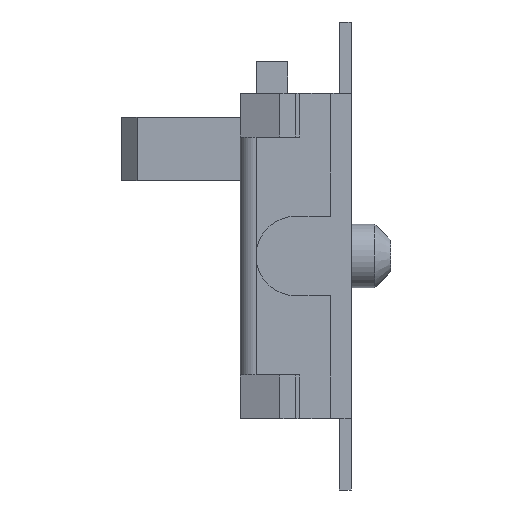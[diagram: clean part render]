
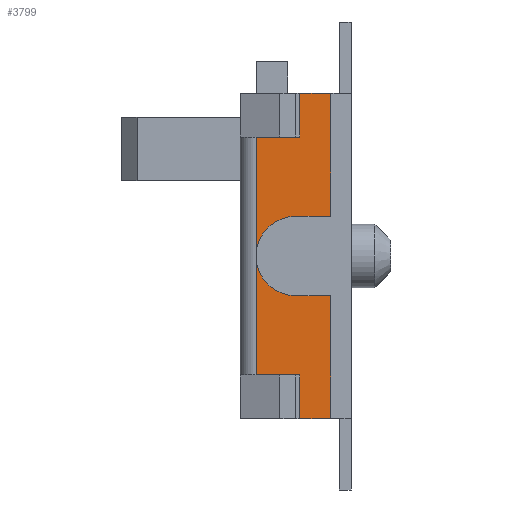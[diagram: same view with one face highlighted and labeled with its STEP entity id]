
A CAD part, left-side view. The second image highlights one B-rep face of the part: STEP entity #3799.
In plain terms, the highlighted planar face has unit normal (-1, 0, 0).
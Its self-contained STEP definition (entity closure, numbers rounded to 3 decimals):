
#19 = CARTESIAN_POINT ( 'NONE',  ( -3.35, 0.7, -2.05 ) ) ;
#44 = ORIENTED_EDGE ( 'NONE', *, *, #5759, .T. ) ;
#77 = VECTOR ( 'NONE', #2576, 1000. ) ;
#81 = CARTESIAN_POINT ( 'NONE',  ( -3.35, 1.2, 1.5 ) ) ;
#165 = ORIENTED_EDGE ( 'NONE', *, *, #7221, .T. ) ;
#257 = VERTEX_POINT ( 'NONE', #656 ) ;
#265 = VERTEX_POINT ( 'NONE', #6964 ) ;
#343 = VECTOR ( 'NONE', #6844, 1000. ) ;
#344 = VECTOR ( 'NONE', #5959, 1000. ) ;
#356 = CARTESIAN_POINT ( 'NONE',  ( -3.35, 0.26, -2.05 ) ) ;
#361 = CARTESIAN_POINT ( 'NONE',  ( -3.35, 1.2, -1.5 ) ) ;
#526 = CARTESIAN_POINT ( 'NONE',  ( -3.35, 1.4, 1.5 ) ) ;
#624 = CARTESIAN_POINT ( 'NONE',  ( -3.35, 1.4, -1.5 ) ) ;
#652 = DIRECTION ( 'NONE',  ( 0., 1., 0. ) ) ;
#656 = CARTESIAN_POINT ( 'NONE',  ( -3.35, 0.9, 1.5 ) ) ;
#678 = ORIENTED_EDGE ( 'NONE', *, *, #2581, .T. ) ;
#703 = VECTOR ( 'NONE', #5670, 1000. ) ;
#790 = EDGE_CURVE ( 'NONE', #2725, #6350, #3150, .T. ) ;
#816 = EDGE_LOOP ( 'NONE', ( #2080, #6271, #7266, #4940, #165, #3297, #44, #678, #3170, #1198, #4043, #6836, #2345, #2043, #2022 ) ) ;
#817 = VERTEX_POINT ( 'NONE', #4304 ) ;
#1025 = EDGE_CURVE ( 'NONE', #7609, #6615, #7388, .T. ) ;
#1079 = DIRECTION ( 'NONE',  ( 0., 1., 0. ) ) ;
#1090 = LINE ( 'NONE', #1670, #343 ) ;
#1193 = LINE ( 'NONE', #19, #7608 ) ;
#1198 = ORIENTED_EDGE ( 'NONE', *, *, #4662, .T. ) ;
#1315 = EDGE_CURVE ( 'NONE', #5622, #257, #1090, .T. ) ;
#1615 = EDGE_CURVE ( 'NONE', #4772, #265, #5705, .T. ) ;
#1670 = CARTESIAN_POINT ( 'NONE',  ( -3.35, 1.4, 1.5 ) ) ;
#1678 = DIRECTION ( 'NONE',  ( 0., -1., 0. ) ) ;
#1720 = CARTESIAN_POINT ( 'NONE',  ( -3.35, 0.65, 2.05 ) ) ;
#1734 = DIRECTION ( 'NONE',  ( 0., 1., 0. ) ) ;
#1743 = CARTESIAN_POINT ( 'NONE',  ( -3.35, 0.26, 0.5 ) ) ;
#1818 = VECTOR ( 'NONE', #1678, 1000. ) ;
#1889 = VECTOR ( 'NONE', #4211, 1000. ) ;
#1910 = EDGE_CURVE ( 'NONE', #6350, #6615, #6401, .T. ) ;
#1952 = VERTEX_POINT ( 'NONE', #4770 ) ;
#2022 = ORIENTED_EDGE ( 'NONE', *, *, #790, .T. ) ;
#2038 = CARTESIAN_POINT ( 'NONE',  ( -3.35, 1.4, -1.5 ) ) ;
#2043 = ORIENTED_EDGE ( 'NONE', *, *, #2952, .F. ) ;
#2080 = ORIENTED_EDGE ( 'NONE', *, *, #1910, .T. ) ;
#2345 = ORIENTED_EDGE ( 'NONE', *, *, #6182, .T. ) ;
#2445 = CARTESIAN_POINT ( 'NONE',  ( -3.35, 0.7, 2.05 ) ) ;
#2564 = VECTOR ( 'NONE', #6781, 1000. ) ;
#2567 = CARTESIAN_POINT ( 'NONE',  ( -3.35, 0.65, 1.5 ) ) ;
#2576 = DIRECTION ( 'NONE',  ( 0., -1., 0. ) ) ;
#2581 = EDGE_CURVE ( 'NONE', #1952, #7371, #6521, .T. ) ;
#2596 = DIRECTION ( 'NONE',  ( 0., 0., -1. ) ) ;
#2599 = LINE ( 'NONE', #7339, #344 ) ;
#2725 = VERTEX_POINT ( 'NONE', #361 ) ;
#2749 = CARTESIAN_POINT ( 'NONE',  ( -3.35, 0.26, 1.5 ) ) ;
#2886 = DIRECTION ( 'NONE',  ( 0., -1., 0. ) ) ;
#2921 = CARTESIAN_POINT ( 'NONE',  ( -3.35, 0.26, 0.5 ) ) ;
#2952 = EDGE_CURVE ( 'NONE', #2725, #6649, #2599, .T. ) ;
#3052 = CARTESIAN_POINT ( 'NONE',  ( -3.35, 1.4, -2.05 ) ) ;
#3100 = EDGE_CURVE ( 'NONE', #817, #3999, #4199, .T. ) ;
#3124 = DIRECTION ( 'NONE',  ( 1., 0., 0. ) ) ;
#3150 = LINE ( 'NONE', #2038, #77 ) ;
#3170 = ORIENTED_EDGE ( 'NONE', *, *, #4372, .T. ) ;
#3251 = LINE ( 'NONE', #2749, #3833 ) ;
#3263 = CARTESIAN_POINT ( 'NONE',  ( -3.35, 0.9, -1.5 ) ) ;
#3295 = CARTESIAN_POINT ( 'NONE',  ( -3.35, 0.26, -2.05 ) ) ;
#3297 = ORIENTED_EDGE ( 'NONE', *, *, #3100, .T. ) ;
#3336 = CARTESIAN_POINT ( 'NONE',  ( -3.35, 0.26, 2.05 ) ) ;
#3466 = FACE_OUTER_BOUND ( 'NONE', #816, .T. ) ;
#3705 = LINE ( 'NONE', #5454, #1889 ) ;
#3710 = VECTOR ( 'NONE', #5507, 1000. ) ;
#3799 = ADVANCED_FACE ( 'NONE', ( #3466 ), #7051, .F. ) ;
#3833 = VECTOR ( 'NONE', #6970, 1000. ) ;
#3999 = VERTEX_POINT ( 'NONE', #6790 ) ;
#4043 = ORIENTED_EDGE ( 'NONE', *, *, #4220, .F. ) ;
#4063 = AXIS2_PLACEMENT_3D ( 'NONE', #3052, #3124, #2596 ) ;
#4126 = VERTEX_POINT ( 'NONE', #3336 ) ;
#4199 = LINE ( 'NONE', #5357, #6291 ) ;
#4211 = DIRECTION ( 'NONE',  ( 0., 0., 1. ) ) ;
#4220 = EDGE_CURVE ( 'NONE', #5622, #5966, #7021, .T. ) ;
#4304 = CARTESIAN_POINT ( 'NONE',  ( -3.35, 0.26, -0.5 ) ) ;
#4372 = EDGE_CURVE ( 'NONE', #7371, #4126, #3251, .T. ) ;
#4410 = CARTESIAN_POINT ( 'NONE',  ( -3.35, 0.65, -2.05 ) ) ;
#4662 = EDGE_CURVE ( 'NONE', #4126, #5966, #5385, .T. ) ;
#4699 = LINE ( 'NONE', #526, #7623 ) ;
#4740 = DIRECTION ( 'NONE',  ( 1., 0., 0. ) ) ;
#4770 = CARTESIAN_POINT ( 'NONE',  ( -3.35, 0.7, 0.5 ) ) ;
#4772 = VERTEX_POINT ( 'NONE', #356 ) ;
#4940 = ORIENTED_EDGE ( 'NONE', *, *, #1615, .T. ) ;
#5147 = AXIS2_PLACEMENT_3D ( 'NONE', #5902, #4740, #6999 ) ;
#5357 = CARTESIAN_POINT ( 'NONE',  ( -3.35, 0.26, -0.5 ) ) ;
#5385 = LINE ( 'NONE', #2445, #3710 ) ;
#5454 = CARTESIAN_POINT ( 'NONE',  ( -3.35, 0.26, -1.5 ) ) ;
#5507 = DIRECTION ( 'NONE',  ( 0., 1., 0. ) ) ;
#5622 = VERTEX_POINT ( 'NONE', #2567 ) ;
#5670 = DIRECTION ( 'NONE',  ( 0., 0., 1. ) ) ;
#5705 = LINE ( 'NONE', #3295, #703 ) ;
#5759 = EDGE_CURVE ( 'NONE', #3999, #1952, #5765, .T. ) ;
#5765 = CIRCLE ( 'NONE', #5147, 0.5 ) ;
#5871 = VECTOR ( 'NONE', #2886, 1000. ) ;
#5892 = DIRECTION ( 'NONE',  ( 0., 0., 1. ) ) ;
#5902 = CARTESIAN_POINT ( 'NONE',  ( -3.35, 0.7, 0. ) ) ;
#5933 = VECTOR ( 'NONE', #5892, 1000. ) ;
#5959 = DIRECTION ( 'NONE',  ( 0., 0., 1. ) ) ;
#5966 = VERTEX_POINT ( 'NONE', #6722 ) ;
#6182 = EDGE_CURVE ( 'NONE', #257, #6649, #4699, .T. ) ;
#6271 = ORIENTED_EDGE ( 'NONE', *, *, #1025, .F. ) ;
#6291 = VECTOR ( 'NONE', #652, 1000. ) ;
#6350 = VERTEX_POINT ( 'NONE', #3263 ) ;
#6401 = LINE ( 'NONE', #624, #1818 ) ;
#6521 = LINE ( 'NONE', #2921, #5871 ) ;
#6615 = VERTEX_POINT ( 'NONE', #7215 ) ;
#6649 = VERTEX_POINT ( 'NONE', #81 ) ;
#6722 = CARTESIAN_POINT ( 'NONE',  ( -3.35, 0.65, 2.05 ) ) ;
#6781 = DIRECTION ( 'NONE',  ( 0., 0., 1. ) ) ;
#6790 = CARTESIAN_POINT ( 'NONE',  ( -3.35, 0.7, -0.5 ) ) ;
#6836 = ORIENTED_EDGE ( 'NONE', *, *, #1315, .T. ) ;
#6844 = DIRECTION ( 'NONE',  ( 0., 1., 0. ) ) ;
#6964 = CARTESIAN_POINT ( 'NONE',  ( -3.35, 0.26, -1.5 ) ) ;
#6970 = DIRECTION ( 'NONE',  ( 0., 0., 1. ) ) ;
#6999 = DIRECTION ( 'NONE',  ( 0., 0., -1. ) ) ;
#7021 = LINE ( 'NONE', #1720, #5933 ) ;
#7051 = PLANE ( 'NONE',  #4063 ) ;
#7215 = CARTESIAN_POINT ( 'NONE',  ( -3.35, 0.65, -1.5 ) ) ;
#7221 = EDGE_CURVE ( 'NONE', #265, #817, #3705, .T. ) ;
#7229 = CARTESIAN_POINT ( 'NONE',  ( -3.35, 0.65, -2.05 ) ) ;
#7266 = ORIENTED_EDGE ( 'NONE', *, *, #7472, .F. ) ;
#7339 = CARTESIAN_POINT ( 'NONE',  ( -3.35, 1.2, -2.05 ) ) ;
#7371 = VERTEX_POINT ( 'NONE', #1743 ) ;
#7388 = LINE ( 'NONE', #4410, #2564 ) ;
#7472 = EDGE_CURVE ( 'NONE', #4772, #7609, #1193, .T. ) ;
#7608 = VECTOR ( 'NONE', #1734, 1000. ) ;
#7609 = VERTEX_POINT ( 'NONE', #7229 ) ;
#7623 = VECTOR ( 'NONE', #1079, 1000. ) ;
